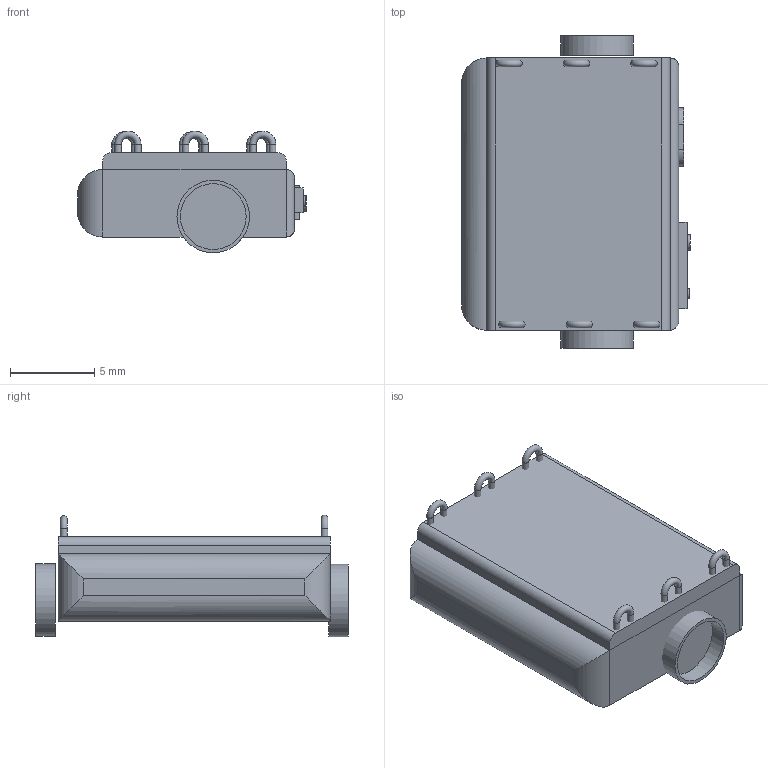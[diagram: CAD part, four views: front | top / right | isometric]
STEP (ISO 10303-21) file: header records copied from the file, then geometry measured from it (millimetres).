
FILE_DESCRIPTION(/* description */ (''),/* implementation_level */ '2;1');
FILE_NAME(/* name */ 'ElfBOTModel.step',/* time_stamp */ '2026-01-04T23:39:22-05:00',/* author */ (''),/* organization */ (''),/* preprocessor_version */ 'ST-DEVELOPER v20.1',/* originating_system */ 'Autodesk Translation Framework v14.21.0.0',/* authorisation */ '');
FILE_SCHEMA (('AUTOMOTIVE_DESIGN { 1 0 10303 214 3 1 1 }'));
Length unit declared in the file: millimetre
Products named in the file (24): (Unsaved); ASWA1 v8; Component2; Component3; Component4; Component5; Component6; Component7; Component8; Component9; Component10; Raspberry Pi Zero2 W; Component12; Component13; Component14; RobotParent; Robot; Robot (1); R; R (1); Component20; SCREEN; R (2); Component24
Assembly tree (24 placements, depth 3):
  (Unsaved)
    ASWA1 v8
      Component2
      Component3
      Component4
      Component5
      Component6
      Component7
      Component8
      Component9
      Component10
      Raspberry Pi Zero2 W
      Component12
      Component13
      Component14
      RobotParent
      Robot
      Robot (1)
      R  x2
      R (1)
      Component20
      SCREEN
      R (2)
      Component24
Bounding box: 13.57 x 18.53 x 7.21 mm (x, y, z)
Volume: 1015.7 mm3; surface area: 1183.4 mm2
Topology: 15 solids, 15 shells, 101 faces, 190 edges, 122 vertices
Faces by surface type: plane 57, cylinder 36, torus 8
Full cylindrical faces by diameter (mm): 0.4 x12, 0.607 x2, 0.921 x1, 3.901 x1, 4.301 x2
Entity records: 3289 total; most frequent: DIRECTION 572, CARTESIAN_POINT 462, ORIENTED_EDGE 380, AXIS2_PLACEMENT_3D 232, EDGE_CURVE 190, VERTEX_POINT 122, LINE 108, VECTOR 108
